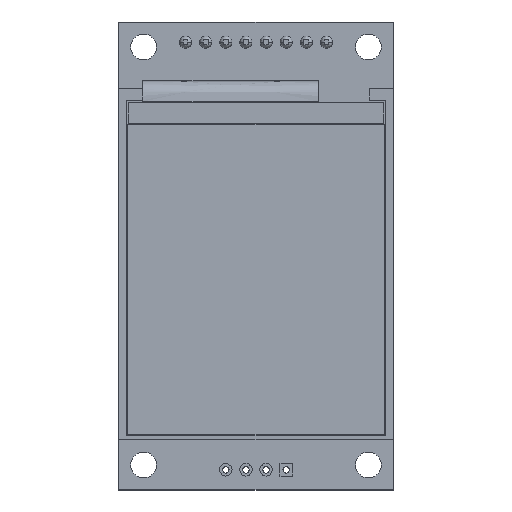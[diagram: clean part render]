
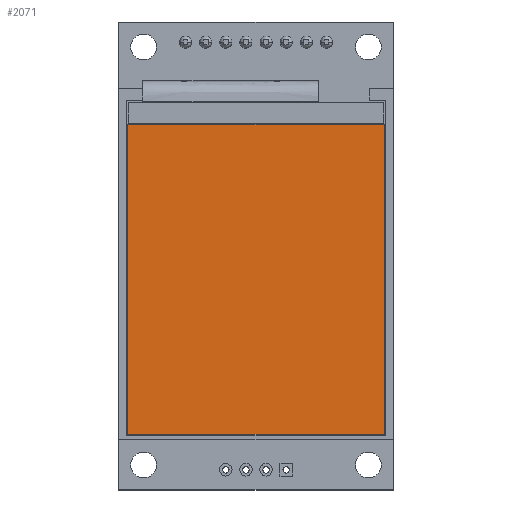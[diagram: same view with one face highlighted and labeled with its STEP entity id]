
A CAD part, top view. The second image highlights one B-rep face of the part: STEP entity #2071.
In plain terms, the highlighted planar face has unit normal (0, 0, 1).
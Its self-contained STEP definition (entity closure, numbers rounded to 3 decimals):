
#1521=CARTESIAN_POINT('Axis2P3D Location',(0.,0.,4.6)) ;
#1940=CARTESIAN_POINT('Vertex',(-15.95,-22.15,4.6)) ;
#1954=CARTESIAN_POINT('Vertex',(15.95,-22.15,4.6)) ;
#1957=CARTESIAN_POINT('Line Origine',(0.,-22.15,4.6)) ;
#1986=CARTESIAN_POINT('Vertex',(15.95,16.35,4.6)) ;
#1989=CARTESIAN_POINT('Line Origine',(15.95,-2.9,4.6)) ;
#2018=CARTESIAN_POINT('Vertex',(-15.95,16.35,4.6)) ;
#2021=CARTESIAN_POINT('Line Origine',(0.,16.35,4.6)) ;
#2044=CARTESIAN_POINT('Line Origine',(-15.95,-2.9,4.6)) ;
#1959=VECTOR('Line Direction',#1958,1.) ;
#1991=VECTOR('Line Direction',#1990,1.) ;
#2023=VECTOR('Line Direction',#2022,1.) ;
#2046=VECTOR('Line Direction',#2045,1.) ;
#1522=DIRECTION('Axis2P3D Direction',(0.,0.,1.)) ;
#1523=DIRECTION('Axis2P3D XDirection',(1.,0.,0.)) ;
#1958=DIRECTION('Vector Direction',(1.,0.,0.)) ;
#1990=DIRECTION('Vector Direction',(0.,1.,0.)) ;
#2022=DIRECTION('Vector Direction',(-1.,0.,0.)) ;
#2045=DIRECTION('Vector Direction',(0.,-1.,0.)) ;
#1524=AXIS2_PLACEMENT_3D('Plane Axis2P3D',#1521,#1522,#1523) ;
#1960=LINE('Line',#1957,#1959) ;
#1992=LINE('Line',#1989,#1991) ;
#2024=LINE('Line',#2021,#2023) ;
#2047=LINE('Line',#2044,#2046) ;
#1525=PLANE('',#1524) ;
#1961=EDGE_CURVE('',#1941,#1955,#1960,.T.) ;
#1993=EDGE_CURVE('',#1955,#1987,#1992,.T.) ;
#2025=EDGE_CURVE('',#1987,#2019,#2024,.T.) ;
#2048=EDGE_CURVE('',#2019,#1941,#2047,.T.) ;
#2066=ORIENTED_EDGE('',*,*,#1961,.T.) ;
#2067=ORIENTED_EDGE('',*,*,#1993,.T.) ;
#2068=ORIENTED_EDGE('',*,*,#2025,.T.) ;
#2069=ORIENTED_EDGE('',*,*,#2048,.T.) ;
#2065=EDGE_LOOP('',(#2066,#2067,#2068,#2069)) ;
#1941=VERTEX_POINT('',#1940) ;
#1955=VERTEX_POINT('',#1954) ;
#1987=VERTEX_POINT('',#1986) ;
#2019=VERTEX_POINT('',#2018) ;
#2071=ADVANCED_FACE('PartBody',(#2070),#1525,.T.) ;
#2070=FACE_OUTER_BOUND('',#2065,.T.) ;
